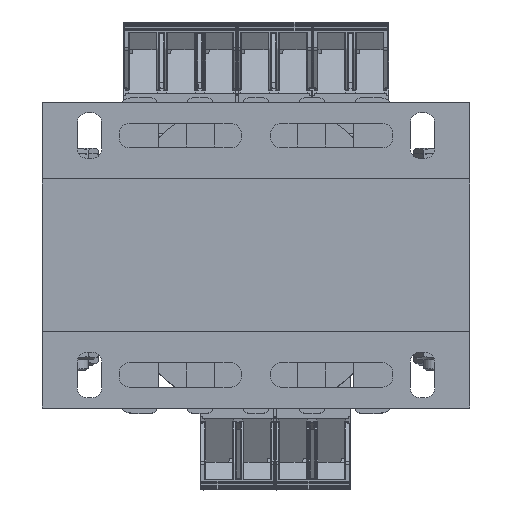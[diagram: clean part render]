
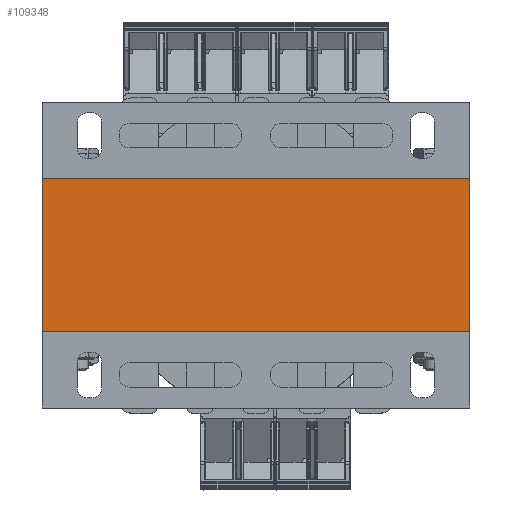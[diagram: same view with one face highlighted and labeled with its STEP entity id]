
A CAD part, top view. The second image highlights one B-rep face of the part: STEP entity #109348.
In plain terms, the highlighted planar face has unit normal (0, 0, 1).
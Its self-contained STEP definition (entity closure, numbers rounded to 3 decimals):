
#6452=PLANE('',#115241);
#11009=FACE_OUTER_BOUND('',#16594,.T.);
#16594=EDGE_LOOP('',(#77331,#77332,#77333,#77334));
#22437=LINE('',#150541,#36172);
#22438=LINE('',#150543,#36173);
#22439=LINE('',#150545,#36174);
#22440=LINE('',#150546,#36175);
#36172=VECTOR('',#122463,1.);
#36173=VECTOR('',#122464,1.);
#36174=VECTOR('',#122465,1.);
#36175=VECTOR('',#122466,1.);
#51422=VERTEX_POINT('',#150539);
#51423=VERTEX_POINT('',#150540);
#51424=VERTEX_POINT('',#150542);
#51425=VERTEX_POINT('',#150544);
#61645=EDGE_CURVE('',#51422,#51423,#22437,.T.);
#61646=EDGE_CURVE('',#51424,#51423,#22438,.T.);
#61647=EDGE_CURVE('',#51424,#51425,#22439,.T.);
#61648=EDGE_CURVE('',#51425,#51422,#22440,.T.);
#77331=ORIENTED_EDGE('',*,*,#61645,.T.);
#77332=ORIENTED_EDGE('',*,*,#61646,.F.);
#77333=ORIENTED_EDGE('',*,*,#61647,.T.);
#77334=ORIENTED_EDGE('',*,*,#61648,.T.);
#109348=ADVANCED_FACE('',(#11009),#6452,.T.);
#115241=AXIS2_PLACEMENT_3D('',#150538,#122461,#122462);
#122461=DIRECTION('center_axis',(0.,0.,1.));
#122462=DIRECTION('ref_axis',(0.,-1.,0.));
#122463=DIRECTION('',(1.,0.,0.));
#122464=DIRECTION('',(0.,-1.,0.));
#122465=DIRECTION('',(-1.,0.,0.));
#122466=DIRECTION('',(0.,-1.,0.));
#150538=CARTESIAN_POINT('Origin',(693.587,1703.578,-92.158));
#150539=CARTESIAN_POINT('',(693.587,1673.578,-92.158));
#150540=CARTESIAN_POINT('',(777.587,1673.578,-92.158));
#150541=CARTESIAN_POINT('',(777.587,1673.578,-92.158));
#150542=CARTESIAN_POINT('',(777.587,1703.578,-92.158));
#150543=CARTESIAN_POINT('',(777.587,1703.578,-92.158));
#150544=CARTESIAN_POINT('',(693.587,1703.578,-92.158));
#150545=CARTESIAN_POINT('',(777.587,1703.578,-92.158));
#150546=CARTESIAN_POINT('',(693.587,1703.578,-92.158));
